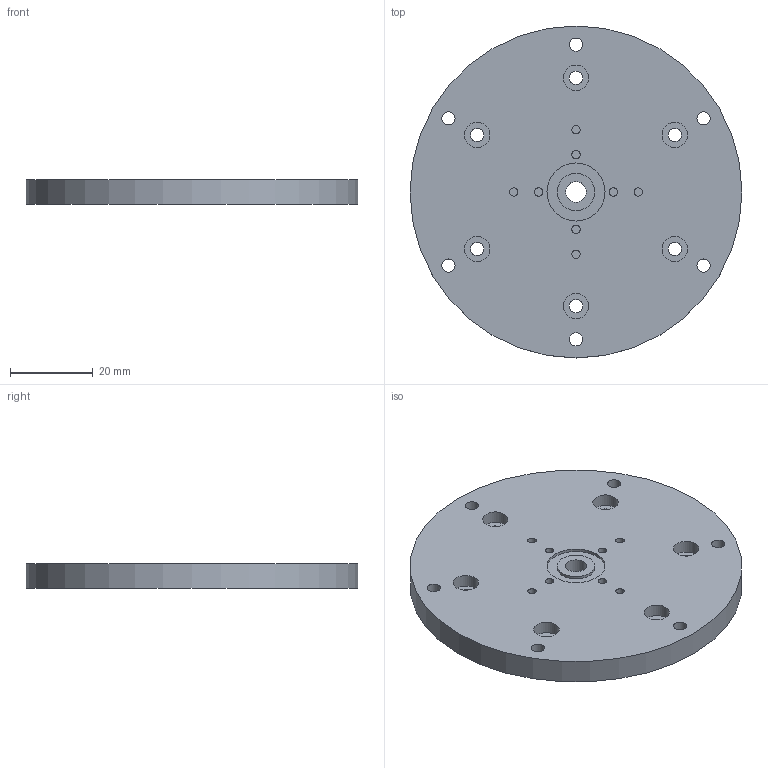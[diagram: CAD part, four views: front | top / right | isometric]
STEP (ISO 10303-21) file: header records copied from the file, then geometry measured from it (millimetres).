
FILE_DESCRIPTION(/* description */ ('Unknown'),/* implementation_level */ '2;1');
FILE_NAME(/* name */ 'botplate',/* time_stamp */ '2024-02-05T11:23:13+02:00',/* author */ ('Unknown'),/* organization */ ('Unknown'),/* preprocessor_version */ 'ST-DEVELOPER v19.4',/* originating_system */ 'Solid Edge',/* authorisation */ 'Unknown');
FILE_SCHEMA (('AUTOMOTIVE_DESIGN {1 0 10303 214 3 1 1}'));
Length unit declared in the file: millimetre
Products named in the file (1): botplate
Bounding box: 80 x 80 x 6 mm (x, y, z)
Volume: 28483.9 mm3; surface area: 12769.5 mm2
Topology: 1 solids, 1 shells, 68 faces, 125 edges, 81 vertices
Faces by surface type: cylinder 44, plane 24
Full cylindrical faces by diameter (mm): 2.013 x16, 3.2 x12, 5 x1, 6.1 x12, 9 x1, 14 x1, 80 x1
Entity records: 2036 total; most frequent: DIRECTION 298, CARTESIAN_POINT 229, ORIENTED_EDGE 160, EDGE_LOOP 160, FACE_BOUND 160, AXIS2_PLACEMENT_3D 149, EDGE_CURVE 80, VERTEX_POINT 80
